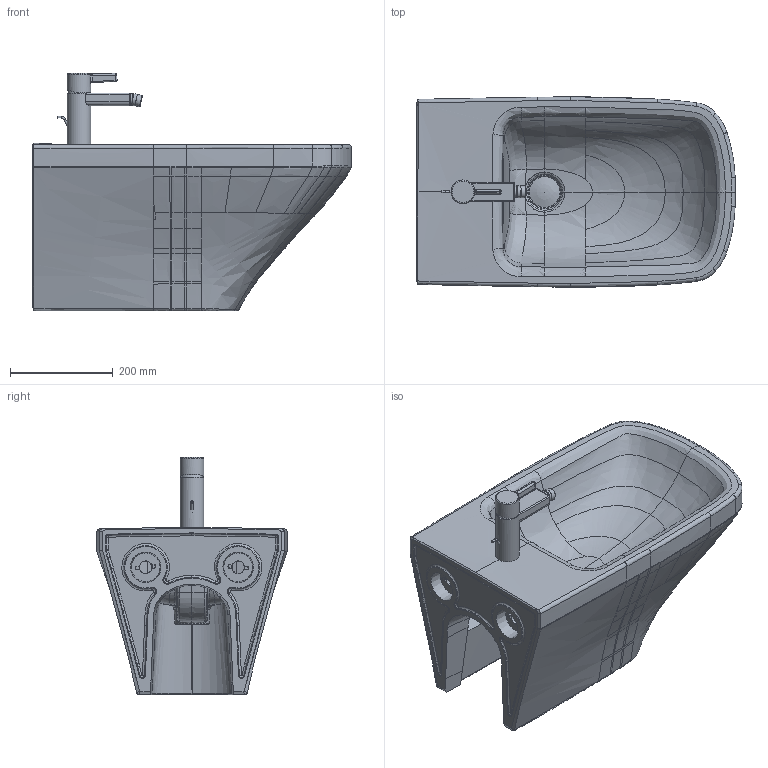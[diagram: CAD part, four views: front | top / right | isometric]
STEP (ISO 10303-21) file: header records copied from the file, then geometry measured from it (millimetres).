
FILE_DESCRIPTION((''),'2;1');
FILE_NAME('228615.stp','2013-10-09T21:14:42',('Administrator'),(''),'Autodesk Inventor 2011','Autodesk Inventor 2011','');
FILE_SCHEMA(('CONFIG_CONTROL_DESIGN'));
Length unit declared in the file: millimetre
Products named in the file (11): 228615; Kelch; Stopfen; Armatur Durastyle Bidet; Fassung Sieb; Griff; Gehäuse Bidet; Hebel_Ventil; Kugel; Gleitring
Assembly tree (10 placements, depth 3):
  228615
    228615
    Kelch
    Stopfen
    Armatur Durastyle Bidet
      Fassung Sieb
      Griff
      Gehäuse Bidet
      Hebel_Ventil
      Kugel
      Gleitring
Bounding box: 620.1 x 370 x 462 mm (x, y, z)
Volume: 24576753.2 mm3; surface area: 1209934.8 mm2
Topology: 8 solids, 10 shells, 927 faces, 2235 edges, 1318 vertices
Faces by surface type: bspline 660, plane 101, cylinder 97, torus 45, cone 18, sphere 6
Full cylindrical faces by diameter (mm): 4 x2, 20.15 x1, 21.15 x1, 21.334 x1, 23.15 x1, 25 x1, 35 x1, 42 x1, 44 x1, 46 x3, 60 x1
Entity records: 119014 total; most frequent: CARTESIAN_POINT 100782, ORIENTED_EDGE 4370, DIRECTION 2523, EDGE_CURVE 2187, VERTEX_POINT 1307, AXIS2_PLACEMENT_3D 1072, B_SPLINE_CURVE_WITH_KNOTS 1023, EDGE_LOOP 988
